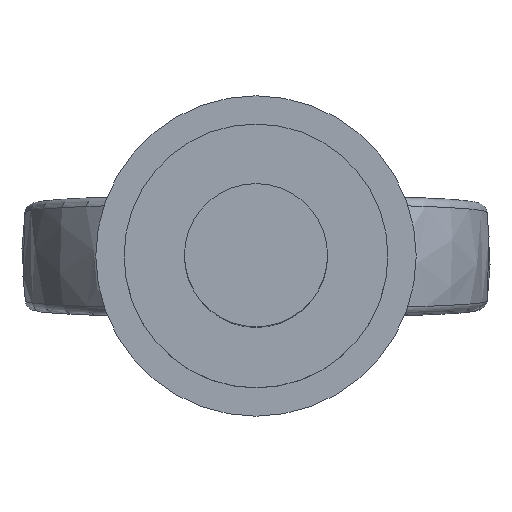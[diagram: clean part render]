
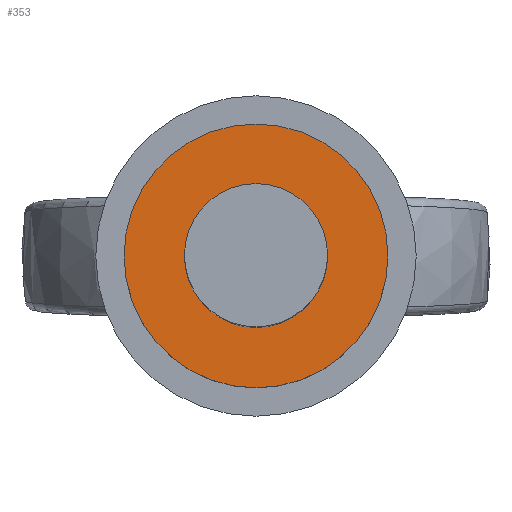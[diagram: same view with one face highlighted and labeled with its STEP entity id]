
A CAD part, top view. The second image highlights one B-rep face of the part: STEP entity #353.
In plain terms, the highlighted planar face has unit normal (0, 0, 1).
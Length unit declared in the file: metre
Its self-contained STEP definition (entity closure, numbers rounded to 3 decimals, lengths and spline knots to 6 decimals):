
#26=PLANE('',#404);
#86=ORIENTED_EDGE('',*,*,#171,.F.);
#87=ORIENTED_EDGE('',*,*,#174,.T.);
#171=EDGE_CURVE('',#215,#215,#245,.T.);
#174=EDGE_CURVE('',#218,#218,#248,.T.);
#215=VERTEX_POINT('',#716);
#218=VERTEX_POINT('',#724);
#245=CIRCLE('',#398,0.0019);
#248=CIRCLE('',#403,0.0035);
#267=EDGE_LOOP('',(#86));
#268=EDGE_LOOP('',(#87));
#311=FACE_BOUND('',#267,.T.);
#312=FACE_BOUND('',#268,.T.);
#353=ADVANCED_FACE('',(#311,#312),#26,.T.);
#398=AXIS2_PLACEMENT_3D('',#715,#458,#459);
#403=AXIS2_PLACEMENT_3D('',#723,#468,#469);
#404=AXIS2_PLACEMENT_3D('',#725,#470,#471);
#458=DIRECTION('',(0.,0.,1.));
#459=DIRECTION('',(1.,0.,0.));
#468=DIRECTION('',(0.,0.,1.));
#469=DIRECTION('',(1.,0.,0.));
#470=DIRECTION('',(0.,0.,1.));
#471=DIRECTION('',(1.,0.,0.));
#715=CARTESIAN_POINT('',(0.,0.,0.));
#716=CARTESIAN_POINT('',(0.0019,0.,0.));
#723=CARTESIAN_POINT('',(0.,0.,0.));
#724=CARTESIAN_POINT('',(0.0035,0.,0.));
#725=CARTESIAN_POINT('',(0.,0.,0.));
